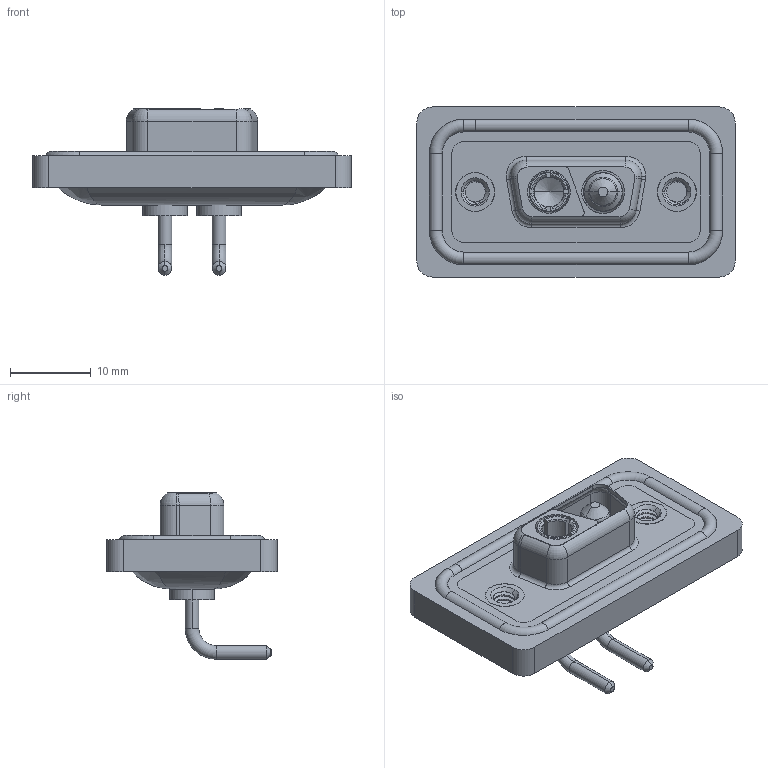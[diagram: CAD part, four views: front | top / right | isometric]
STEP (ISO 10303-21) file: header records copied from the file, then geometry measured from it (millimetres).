
FILE_DESCRIPTION (( 'STEP AP203' ), '1' );
FILE_NAME ('630W2WK2140-1NA.STEP', '2024-04-11T21:19:58', ( '' ), ( '' ), 'SwSTEP 2.0', 'SolidWorks 2023', '' );
FILE_SCHEMA (( 'CONFIG_CONTROL_DESIGN' ));
Length unit declared in the file: millimetre
Products named in the file (8): 630Combo Shell Front_09 Contacts; 630W2WK2140-1NA; 630Combo Waterproof Housing_09 Contacts; 630Combo Housing_2WK2; 630Combo Threaded Rivet_A; Power Socket_10A RA; 630Combo Shell Rear_09 Contacts; Power Pin_10A RA
Assembly tree (8 placements, depth 2):
  630W2WK2140-1NA
    630Combo Housing_2WK2
    630Combo Shell Front_09 Contacts
    630Combo Shell Rear_09 Contacts
    630Combo Threaded Rivet_A  x2
    Power Socket_10A RA
    Power Pin_10A RA
    630Combo Waterproof Housing_09 Contacts
Bounding box: 39.5 x 21.1 x 20.65 mm (x, y, z)
Volume: 4583.5 mm3; surface area: 7395.5 mm2
Topology: 11 solids, 11 shells, 502 faces, 1236 edges, 773 vertices
Faces by surface type: cylinder 233, plane 144, torus 81, cone 32, bspline 12
Entity records: 16771 total; most frequent: CARTESIAN_POINT 4629, DIRECTION 2493, ORIENTED_EDGE 2304, EDGE_CURVE 1152, AXIS2_PLACEMENT_3D 1002, VERTEX_POINT 725, CIRCLE 528, EDGE_LOOP 517
